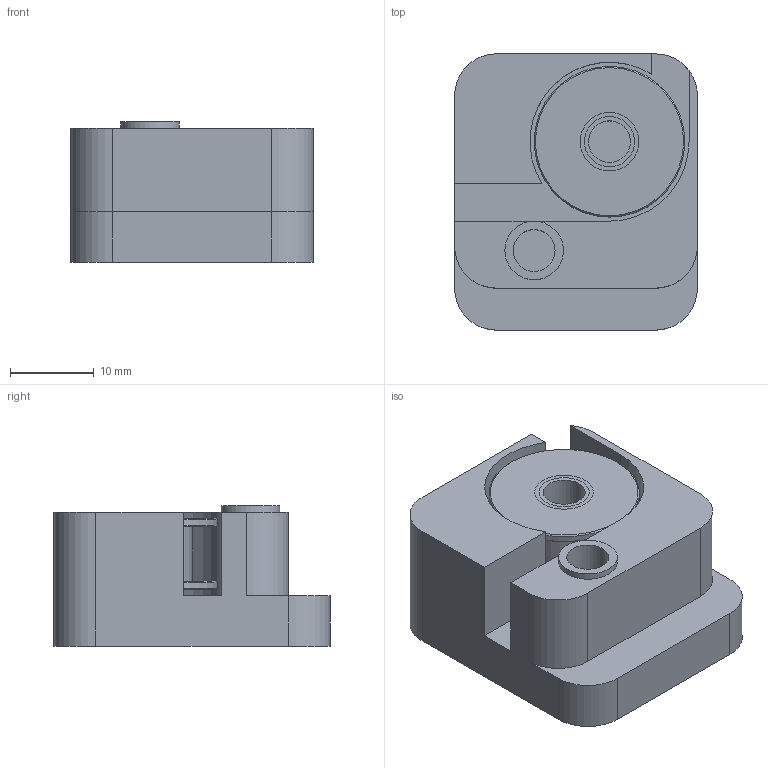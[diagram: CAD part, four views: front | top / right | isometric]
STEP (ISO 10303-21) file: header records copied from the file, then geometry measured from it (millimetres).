
FILE_DESCRIPTION(/* description */ (''),/* implementation_level */ '2;1');
FILE_NAME(/* name */ 'XY Bracket Top Smooth.step',/* time_stamp */ '2020-06-16T19:15:12-05:00',/* author */ (''),/* organization */ (''),/* preprocessor_version */ 'ST-DEVELOPER v18.1',/* originating_system */ 'Autodesk Translation Framework v9.3.0.1241',/* authorisation */ '');
FILE_SCHEMA (('AUTOMOTIVE_DESIGN { 1 0 10303 214 3 1 1 }'));
Length unit declared in the file: millimetre
Products named in the file (4): XY Bracket Top Smooth; GT2 Smooth Idler Pulley (5mm Bore, 18mm Outer, 12mm Inner); Component1; Component2
Assembly tree (3 placements, depth 3):
  XY Bracket Top Smooth
    GT2 Smooth Idler Pulley (5mm Bore, 18mm Outer, 12mm Inner)
      Component1
      Component2
Bounding box: 29 x 33 x 16.75 mm (x, y, z)
Volume: 10330.9 mm3; surface area: 6713.2 mm2
Topology: 4 solids, 4 shells, 54 faces, 112 edges, 73 vertices
Faces by surface type: plane 28, cylinder 22, cone 4
Full cylindrical faces by diameter (mm): 5 x3, 6 x2, 7 x4, 9 x2, 12 x1, 18 x2
Entity records: 1584 total; most frequent: DIRECTION 284, CARTESIAN_POINT 246, ORIENTED_EDGE 224, EDGE_CURVE 112, AXIS2_PLACEMENT_3D 111, VERTEX_POINT 73, EDGE_LOOP 67, LINE 62
